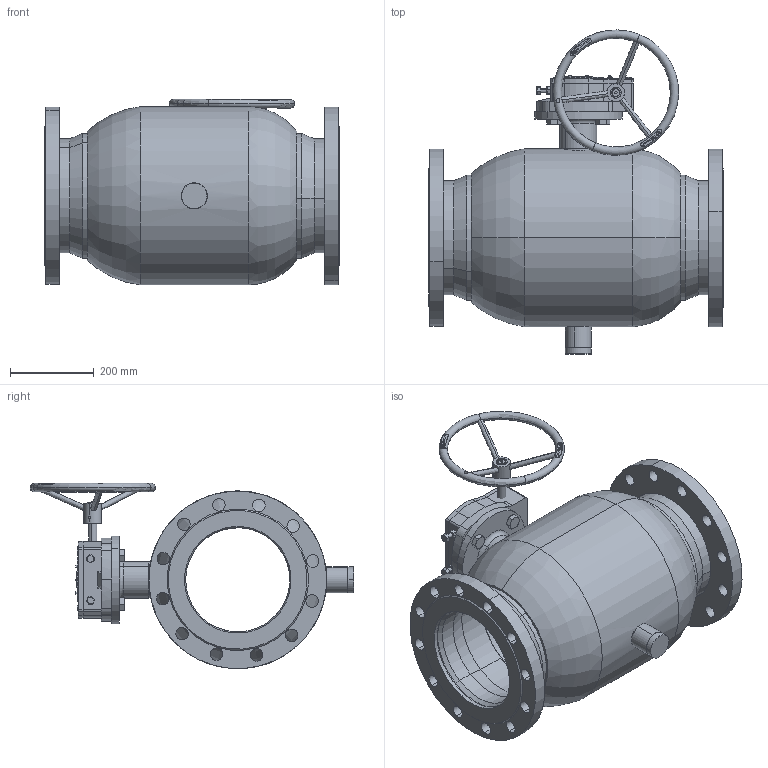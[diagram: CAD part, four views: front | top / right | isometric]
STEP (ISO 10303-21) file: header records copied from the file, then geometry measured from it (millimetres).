
FILE_DESCRIPTION (( 'STEP AP214' ), '1' );
FILE_NAME ('DN250籵噤楊擘恘謫⑩概PN25.STEP', '2026-02-25T02:51:16', ( '' ), ( '' ), 'SwSTEP 2.0', 'SolidWorks 2022', '' );
FILE_SCHEMA (( 'AUTOMOTIVE_DESIGN' ));
Length unit declared in the file: millimetre
Products named in the file (26): 錨璃5; 癹弇蹟佪; 眊裔; 300恘謫; 蹟佪4; Q61F-300-5粣杶; hexagon head bolts-full thread gb_GB_FASTENER_BOLT_STBAB A M20X40-N; DN250通径法兰蜗轮球阀PN25; Q61F-300-1概极樓馱; 蹟佪5; 胶圈; Q61F-300-19苤粣杶; 癹弇結輸; 眊极; 癹弇蹟譫; 恘謫; 梓齪; 250楊擘2.5; 250籵噤諉; 硌尨齪; Q61F-300-22狟揤裔; 忒謫; 恘裝; 蹟佪; 錨璃6; 錨璃
Assembly tree (41 placements, depth 3):
  DN250通径法兰蜗轮球阀PN25
    Q61F-300-1概极樓馱
    Q61F-300-22狟揤裔
    Q61F-300-19苤粣杶
    Q61F-300-5粣杶
    250籵噤諉  x2
    300恘謫
      眊极
      眊裔
      恘裝
      忒謫
      梓齪
      蹟佪  x6
      恘謫
      胶圈  x2
      蹟佪5  x2
      錨璃
      錨璃5
      錨璃6
      癹弇蹟佪  x2
      癹弇蹟譫  x2
      蹟佪4  x2
      硌尨齪
      癹弇結輸  x2
    hexagon head bolts-full thread gb_GB_FASTENER_BOLT_STBAB A M20X40-N  x4
    250楊擘2.5  x2
Bounding box: 705 x 774.79 x 444.29 mm (x, y, z)
Volume: 19396755.8 mm3; surface area: 3266403.3 mm2
Topology: 42 solids, 42 shells, 1439 faces, 3583 edges, 2327 vertices
Faces by surface type: plane 718, cylinder 514, bspline 93, cone 90, torus 24
Entity records: 46237 total; most frequent: CARTESIAN_POINT 16289, ORIENTED_EDGE 5906, DIRECTION 5723, EDGE_CURVE 2953, AXIS2_PLACEMENT_3D 1959, VERTEX_POINT 1929, VECTOR 1805, LINE 1805
